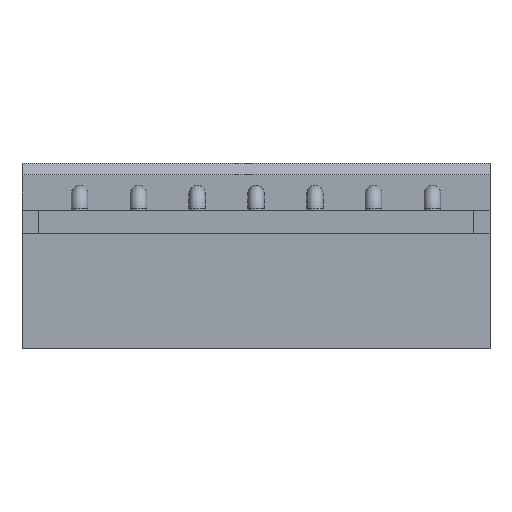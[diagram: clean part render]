
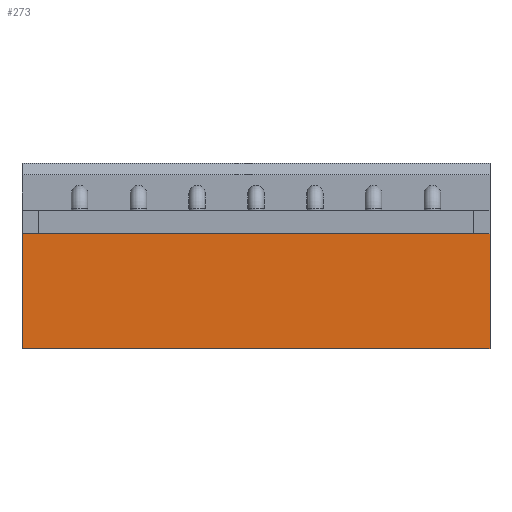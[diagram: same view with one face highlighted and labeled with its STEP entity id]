
A CAD part, front view. The second image highlights one B-rep face of the part: STEP entity #273.
In plain terms, the highlighted planar face has unit normal (0, -1, 0).
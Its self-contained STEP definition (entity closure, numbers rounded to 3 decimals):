
#273=ADVANCED_FACE('',(#461),#390,.T.);
#390=PLANE('',#1971);
#461=FACE_OUTER_BOUND('',#564,.T.);
#564=EDGE_LOOP('',(#898,#899,#900,#901));
#898=ORIENTED_EDGE('',*,*,#1508,.F.);
#899=ORIENTED_EDGE('',*,*,#1482,.T.);
#900=ORIENTED_EDGE('',*,*,#1492,.T.);
#901=ORIENTED_EDGE('',*,*,#1457,.T.);
#1271=VERTEX_POINT('',#2832);
#1272=VERTEX_POINT('',#2834);
#1291=VERTEX_POINT('',#2881);
#1292=VERTEX_POINT('',#2883);
#1457=EDGE_CURVE('',#1272,#1271,#1663,.T.);
#1482=EDGE_CURVE('',#1292,#1291,#1688,.T.);
#1492=EDGE_CURVE('',#1291,#1272,#1698,.T.);
#1508=EDGE_CURVE('',#1292,#1271,#1714,.T.);
#1663=LINE('',#2833,#1834);
#1688=LINE('',#2882,#1859);
#1698=LINE('',#2900,#1869);
#1714=LINE('',#2928,#1885);
#1834=VECTOR('',#2251,1.);
#1859=VECTOR('',#2284,1.);
#1869=VECTOR('',#2298,1.);
#1885=VECTOR('',#2324,1.);
#1971=AXIS2_PLACEMENT_3D('',#2929,#2325,#2326);
#2251=DIRECTION('',(0.,0.,1.));
#2284=DIRECTION('',(0.,0.,-1.));
#2298=DIRECTION('',(1.,0.,0.));
#2324=DIRECTION('',(1.,0.,0.));
#2325=DIRECTION('',(0.,-1.,0.));
#2326=DIRECTION('',(0.,0.,-1.));
#2832=CARTESIAN_POINT('',(17.45,-3.1,8.1));
#2833=CARTESIAN_POINT('',(17.45,-3.1,3.2));
#2834=CARTESIAN_POINT('',(17.45,-3.1,3.2));
#2881=CARTESIAN_POINT('',(-2.45,-3.1,3.2));
#2882=CARTESIAN_POINT('',(-2.45,-3.1,11.1));
#2883=CARTESIAN_POINT('',(-2.45,-3.1,8.1));
#2900=CARTESIAN_POINT('',(-2.45,-3.1,3.2));
#2928=CARTESIAN_POINT('',(-179.56,-3.1,8.1));
#2929=CARTESIAN_POINT('',(0.,-3.1,0.));
